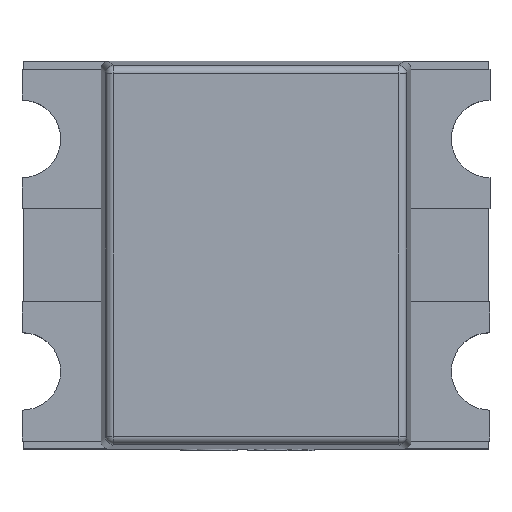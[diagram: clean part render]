
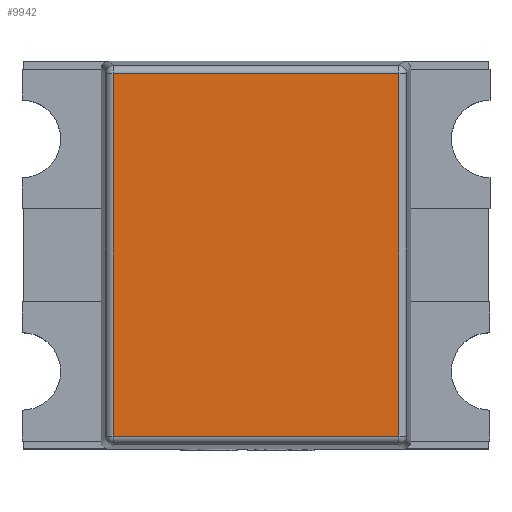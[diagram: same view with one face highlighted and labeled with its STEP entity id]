
A CAD part, top view. The second image highlights one B-rep face of the part: STEP entity #9942.
In plain terms, the highlighted planar face has unit normal (0, 0, 1).
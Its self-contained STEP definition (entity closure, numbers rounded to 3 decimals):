
#218 = LINE ( 'NONE', #6781, #14540 ) ;
#752 = FACE_OUTER_BOUND ( 'NONE', #6188, .T. ) ;
#889 = ORIENTED_EDGE ( 'NONE', *, *, #13911, .T. ) ;
#2103 = VECTOR ( 'NONE', #7829, 1000. ) ;
#2253 = LINE ( 'NONE', #8579, #13479 ) ;
#3553 = LINE ( 'NONE', #16458, #15368 ) ;
#4765 = AXIS2_PLACEMENT_3D ( 'NONE', #9168, #8994, #15502 ) ;
#5395 = VERTEX_POINT ( 'NONE', #6888 ) ;
#6123 = CARTESIAN_POINT ( 'NONE',  ( -0.921, 1.171, 1.2 ) ) ;
#6188 = EDGE_LOOP ( 'NONE', ( #11190, #889, #8793, #11376 ) ) ;
#6201 = DIRECTION ( 'NONE',  ( 0., -1., 0. ) ) ;
#6655 = CARTESIAN_POINT ( 'NONE',  ( 0.921, 1.219, 1.2 ) ) ;
#6781 = CARTESIAN_POINT ( 'NONE',  ( 0.969, -1.171, 1.2 ) ) ;
#6888 = CARTESIAN_POINT ( 'NONE',  ( 0.921, -1.171, 1.2 ) ) ;
#7414 = DIRECTION ( 'NONE',  ( -1., 0., 0. ) ) ;
#7829 = DIRECTION ( 'NONE',  ( 0., 1., 0. ) ) ;
#8576 = PLANE ( 'NONE',  #4765 ) ;
#8579 = CARTESIAN_POINT ( 'NONE',  ( -0.921, -1.219, 1.2 ) ) ;
#8793 = ORIENTED_EDGE ( 'NONE', *, *, #15848, .T. ) ;
#8994 = DIRECTION ( 'NONE',  ( 0., 0., 1. ) ) ;
#9168 = CARTESIAN_POINT ( 'NONE',  ( 0., 0., 1.2 ) ) ;
#9942 = ADVANCED_FACE ( 'NONE', ( #752 ), #8576, .T. ) ;
#10365 = VERTEX_POINT ( 'NONE', #11920 ) ;
#10741 = EDGE_CURVE ( 'NONE', #15327, #10365, #2253, .T. ) ;
#10842 = CARTESIAN_POINT ( 'NONE',  ( 0.921, 1.171, 1.2 ) ) ;
#10853 = VERTEX_POINT ( 'NONE', #10842 ) ;
#11190 = ORIENTED_EDGE ( 'NONE', *, *, #10741, .T. ) ;
#11376 = ORIENTED_EDGE ( 'NONE', *, *, #14398, .T. ) ;
#11920 = CARTESIAN_POINT ( 'NONE',  ( -0.921, -1.171, 1.2 ) ) ;
#12002 = DIRECTION ( 'NONE',  ( 1., 0., 0. ) ) ;
#13479 = VECTOR ( 'NONE', #6201, 1000. ) ;
#13911 = EDGE_CURVE ( 'NONE', #10365, #5395, #218, .T. ) ;
#14263 = LINE ( 'NONE', #6655, #2103 ) ;
#14398 = EDGE_CURVE ( 'NONE', #10853, #15327, #3553, .T. ) ;
#14540 = VECTOR ( 'NONE', #12002, 1000. ) ;
#15327 = VERTEX_POINT ( 'NONE', #6123 ) ;
#15368 = VECTOR ( 'NONE', #7414, 1000. ) ;
#15502 = DIRECTION ( 'NONE',  ( 1., 0., 0. ) ) ;
#15848 = EDGE_CURVE ( 'NONE', #5395, #10853, #14263, .T. ) ;
#16458 = CARTESIAN_POINT ( 'NONE',  ( -0.969, 1.171, 1.2 ) ) ;
